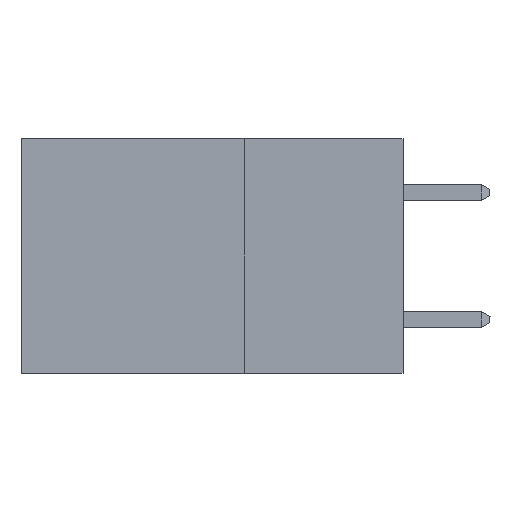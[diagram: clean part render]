
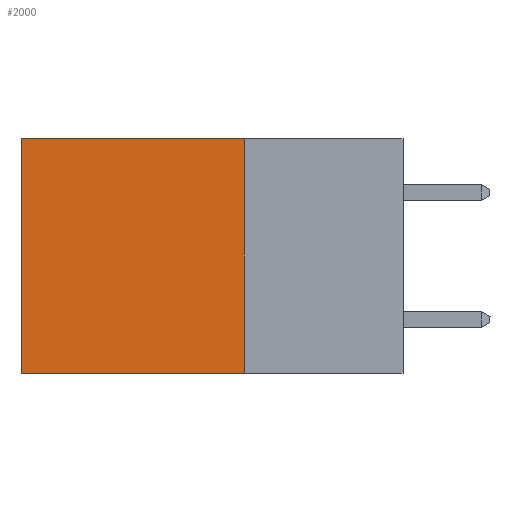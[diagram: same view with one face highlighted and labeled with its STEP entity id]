
A CAD part, left-side view. The second image highlights one B-rep face of the part: STEP entity #2000.
In plain terms, the highlighted planar face has unit normal (-1, 0, 0).
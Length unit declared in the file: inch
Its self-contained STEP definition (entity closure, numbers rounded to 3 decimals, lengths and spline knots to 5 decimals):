
#1499 = CARTESIAN_POINT ( 'NONE',  ( 0.2875, 0.25, -0.37 ) ) ;
#2000 = ADVANCED_FACE ( 'NONE', ( #8654 ), #13700, .F. ) ;
#2722 = LINE ( 'NONE', #1499, #14485 ) ;
#3268 = ORIENTED_EDGE ( 'NONE', *, *, #11210, .T. ) ;
#3566 = EDGE_CURVE ( 'NONE', #10226, #18825, #2722, .T. ) ;
#4187 = VECTOR ( 'NONE', #19125, 39.37008 ) ;
#4401 = CARTESIAN_POINT ( 'NONE',  ( 0.2875, 0.6, 0. ) ) ;
#5130 = DIRECTION ( 'NONE',  ( 1., 0., 0. ) ) ;
#5653 = CARTESIAN_POINT ( 'NONE',  ( 0.2875, 0.25, 0. ) ) ;
#5798 = CARTESIAN_POINT ( 'NONE',  ( 0.2875, 0.25, 0. ) ) ;
#6159 = LINE ( 'NONE', #4401, #20612 ) ;
#7750 = ORIENTED_EDGE ( 'NONE', *, *, #3566, .F. ) ;
#8109 = EDGE_CURVE ( 'NONE', #12892, #18825, #6159, .T. ) ;
#8654 = FACE_OUTER_BOUND ( 'NONE', #12893, .T. ) ;
#9207 = LINE ( 'NONE', #5798, #4187 ) ;
#9946 = VECTOR ( 'NONE', #12373, 39.37008 ) ;
#10181 = AXIS2_PLACEMENT_3D ( 'NONE', #20424, #5130, #15360 ) ;
#10226 = VERTEX_POINT ( 'NONE', #10866 ) ;
#10481 = LINE ( 'NONE', #5653, #9946 ) ;
#10866 = CARTESIAN_POINT ( 'NONE',  ( 0.2875, 0.25, -0.37 ) ) ;
#11210 = EDGE_CURVE ( 'NONE', #14738, #12892, #10481, .T. ) ;
#12373 = DIRECTION ( 'NONE',  ( 0., 1., 0. ) ) ;
#12892 = VERTEX_POINT ( 'NONE', #17098 ) ;
#12893 = EDGE_LOOP ( 'NONE', ( #19717, #7750, #17887, #3268 ) ) ;
#13423 = EDGE_CURVE ( 'NONE', #14738, #10226, #9207, .T. ) ;
#13700 = PLANE ( 'NONE',  #10181 ) ;
#14485 = VECTOR ( 'NONE', #16349, 39.37008 ) ;
#14738 = VERTEX_POINT ( 'NONE', #15051 ) ;
#15051 = CARTESIAN_POINT ( 'NONE',  ( 0.2875, 0.25, 0. ) ) ;
#15360 = DIRECTION ( 'NONE',  ( 0., 0., -1. ) ) ;
#16349 = DIRECTION ( 'NONE',  ( 0., 1., 0. ) ) ;
#17098 = CARTESIAN_POINT ( 'NONE',  ( 0.2875, 0.6, 0. ) ) ;
#17887 = ORIENTED_EDGE ( 'NONE', *, *, #13423, .F. ) ;
#18825 = VERTEX_POINT ( 'NONE', #19637 ) ;
#19125 = DIRECTION ( 'NONE',  ( 0., 0., -1. ) ) ;
#19637 = CARTESIAN_POINT ( 'NONE',  ( 0.2875, 0.6, -0.37 ) ) ;
#19717 = ORIENTED_EDGE ( 'NONE', *, *, #8109, .T. ) ;
#20424 = CARTESIAN_POINT ( 'NONE',  ( 0.2875, 0.25, 0. ) ) ;
#20612 = VECTOR ( 'NONE', #21119, 39.37008 ) ;
#21119 = DIRECTION ( 'NONE',  ( 0., 0., -1. ) ) ;
